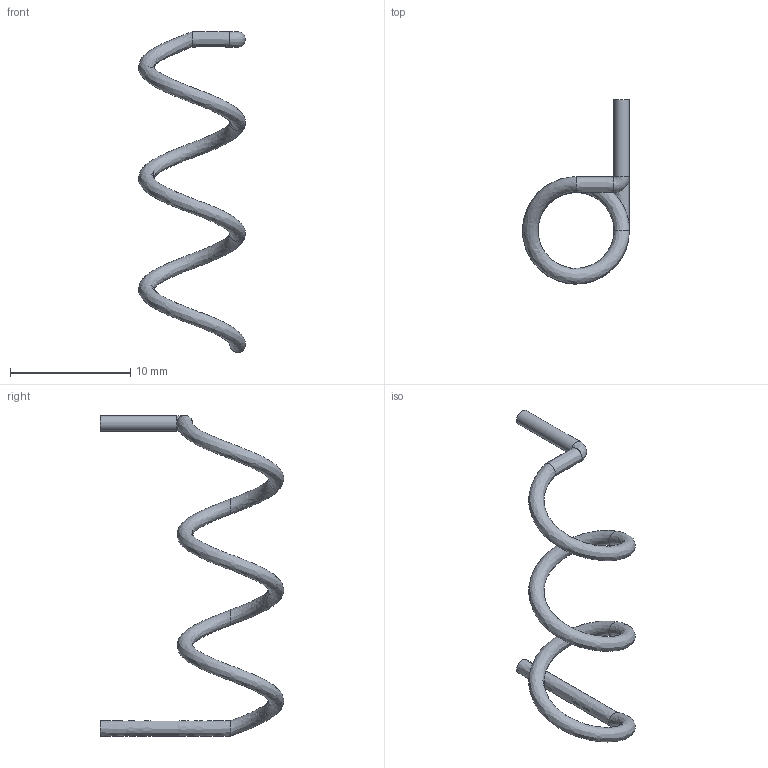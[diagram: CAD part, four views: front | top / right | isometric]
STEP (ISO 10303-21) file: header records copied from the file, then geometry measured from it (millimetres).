
FILE_DESCRIPTION(('FreeCAD Model'),'2;1');
FILE_NAME('ANT-916-HESM.step', '2020-11-21T19:07:50',('Author'),(''), 'Open CASCADE STEP processor 7.3','FreeCAD','Unknown');
FILE_SCHEMA(('AUTOMOTIVE_DESIGN { 1 0 10303 214 1 1 1 1 }'));
Length unit declared in the file: millimetre
Products named in the file (1): Body
Bounding box: 8.9 x 15.3 x 26.7 mm (x, y, z)
Volume: 115.6 mm3; surface area: 368.1 mm2
Topology: 1 solids, 1 shells, 11 faces, 22 edges, 13 vertices
Faces by surface type: plane 4, bspline 3, extrusion 2, revolution 1, cylinder 1
Full cylindrical faces by diameter (mm): 1.3 x1
Entity records: 1928 total; most frequent: CARTESIAN_POINT 1512, DIRECTION 58, ORIENTED_EDGE 44, PCURVE 44, DEFINITIONAL_REPRESENTATION 44, VECTOR 33, LINE 31, EDGE_CURVE 22
